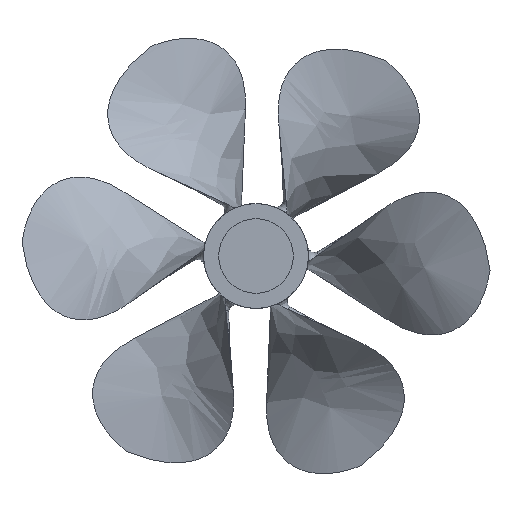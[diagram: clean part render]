
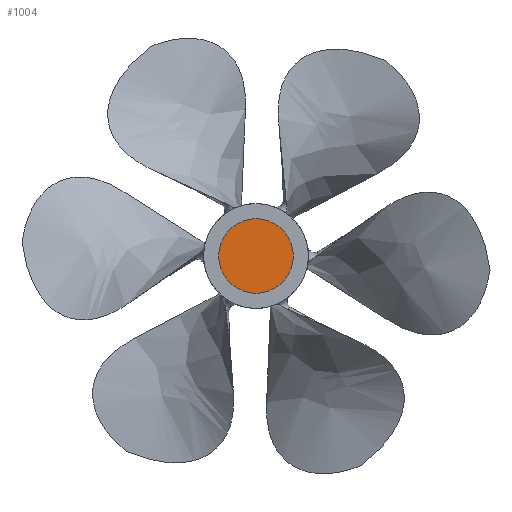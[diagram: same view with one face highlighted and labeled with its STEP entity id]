
A CAD part, left-side view. The second image highlights one B-rep face of the part: STEP entity #1004.
In plain terms, the highlighted planar face has unit normal (-1, 0, 0).
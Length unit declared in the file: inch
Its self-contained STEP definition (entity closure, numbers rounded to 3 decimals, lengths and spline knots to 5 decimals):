
#214=FACE_OUTER_BOUND('',#282,.T.);
#282=EDGE_LOOP('',(#732));
#355=CIRCLE('',#1088,2.24409);
#441=VERTEX_POINT('',#3638);
#554=EDGE_CURVE('',#441,#441,#355,.T.);
#732=ORIENTED_EDGE('',*,*,#554,.T.);
#997=PLANE('',#1089);
#1004=ADVANCED_FACE('',(#214),#997,.T.);
#1088=AXIS2_PLACEMENT_3D('',#3639,#1164,#1165);
#1089=AXIS2_PLACEMENT_3D('',#3640,#1166,#1167);
#1164=DIRECTION('center_axis',(-1.,0.,0.));
#1165=DIRECTION('ref_axis',(0.,0.,1.));
#1166=DIRECTION('center_axis',(-1.,0.,0.));
#1167=DIRECTION('ref_axis',(0.,0.,1.));
#3638=CARTESIAN_POINT('',(0.19685,0.,2.24409));
#3639=CARTESIAN_POINT('Origin',(0.19685,0.,0.));
#3640=CARTESIAN_POINT('Origin',(0.19685,0.,0.));
